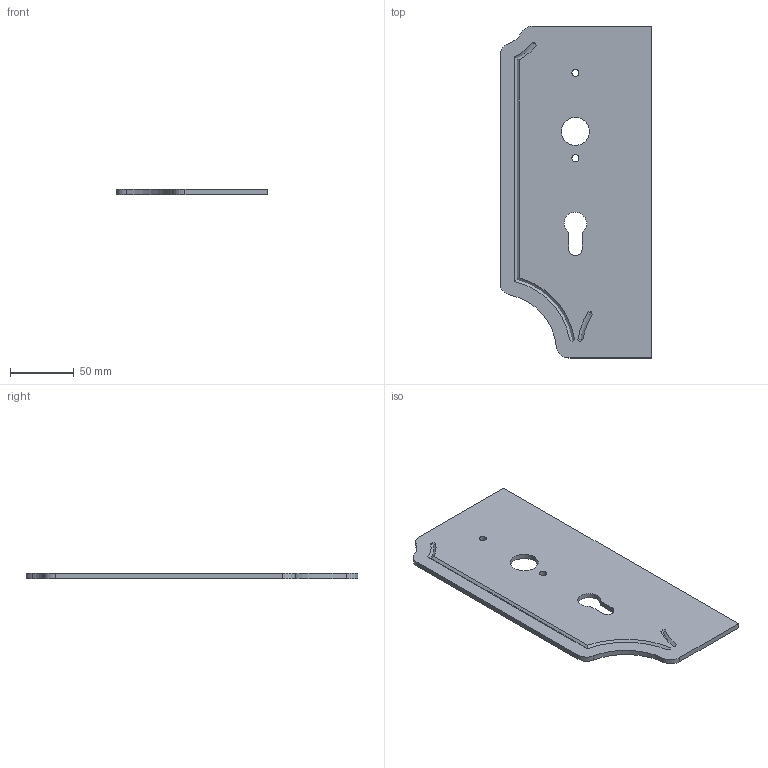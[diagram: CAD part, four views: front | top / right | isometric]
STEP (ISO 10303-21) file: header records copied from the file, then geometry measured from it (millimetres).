
FILE_DESCRIPTION (( 'STEP AP203' ), '1' );
FILE_NAME ('3860-60.STEP', '2022-02-17T09:23:24', ( '' ), ( '' ), 'SwSTEP 2.0', 'SolidWorks 2018', '' );
FILE_SCHEMA (( 'CONFIG_CONTROL_DESIGN' ));
Length unit declared in the file: millimetre
Products named in the file (2): 3860-60
Bounding box: 119 x 260 x 4 mm (x, y, z)
Volume: 111365.1 mm3; surface area: 60101.1 mm2
Topology: 1 solids, 1 shells, 137 faces, 358 edges, 238 vertices
Faces by surface type: bspline 83, plane 38, cylinder 16
Entity records: 8590 total; most frequent: CARTESIAN_POINT 5598, ORIENTED_EDGE 716, EDGE_CURVE 358, DIRECTION 338, VERTEX_POINT 238, B_SPLINE_CURVE_WITH_KNOTS 171, EDGE_LOOP 160, VECTOR 146
